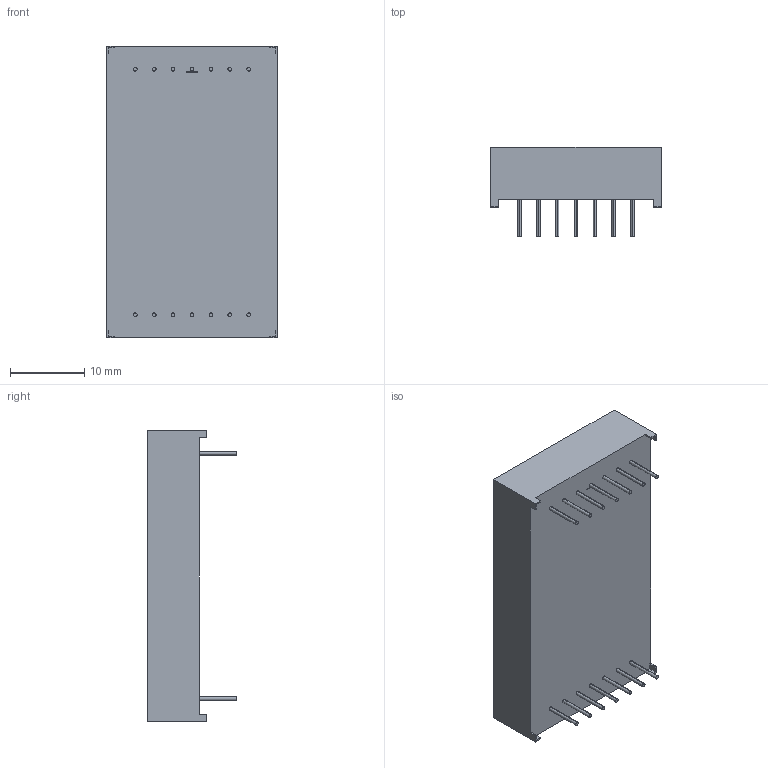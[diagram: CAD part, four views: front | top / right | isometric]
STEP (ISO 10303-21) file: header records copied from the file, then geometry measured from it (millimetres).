
FILE_DESCRIPTION (( 'STEP AP214' ), '1' );
FILE_NAME ('XMxx30.STEP', '2015-09-09T21:45:27', ( '' ), ( '' ), 'SwSTEP 2.0', 'SolidWorks 2012', '' );
FILE_SCHEMA (( 'AUTOMOTIVE_DESIGN' ));
Length unit declared in the file: millimetre
Products named in the file (1): XMxx30
Bounding box: 22.9 x 12 x 39.2 mm (x, y, z)
Volume: 6286.6 mm3; surface area: 2807.3 mm2
Topology: 1 solids, 1 shells, 363 faces, 888 edges, 592 vertices
Faces by surface type: plane 197, cylinder 98, bspline 68
Entity records: 16230 total; most frequent: CARTESIAN_POINT 5040, ORIENTED_EDGE 1776, DIRECTION 1540, EDGE_CURVE 888, VERTEX_POINT 592, VECTOR 556, LINE 556, AXIS2_PLACEMENT_3D 492
